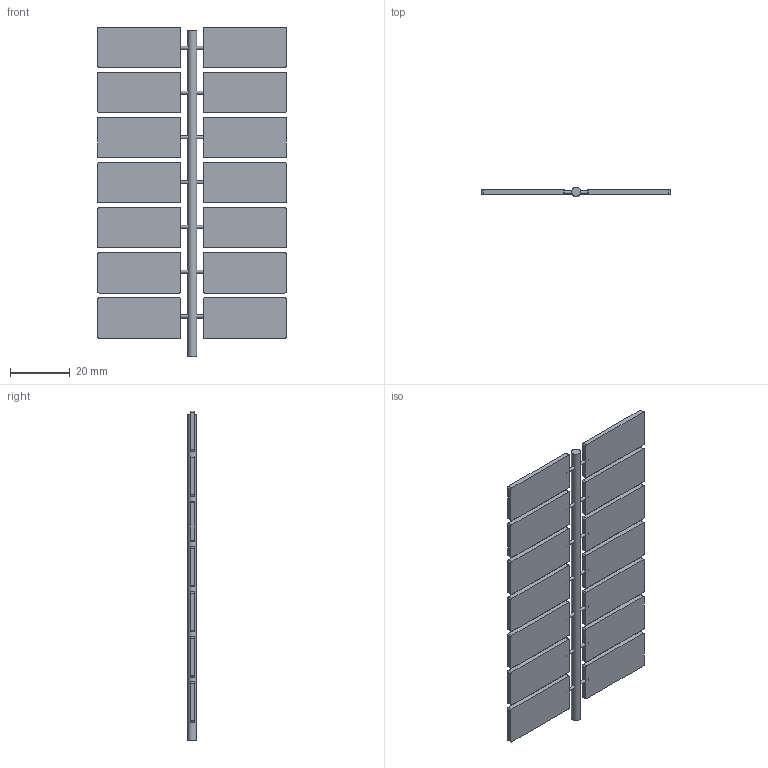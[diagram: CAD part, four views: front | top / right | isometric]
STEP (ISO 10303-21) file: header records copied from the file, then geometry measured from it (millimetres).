
FILE_DESCRIPTION(/* description */ (''),/* implementation_level */ '2;1');
FILE_NAME(/* name */ 'Translucent inserts tree.step',/* time_stamp */ '2020-02-23T10:53:51-06:00',/* author */ (''),/* organization */ (''),/* preprocessor_version */ 'ST-DEVELOPER v18',/* originating_system */ 'Autodesk Translation Framework v8.12.0.6',/* authorisation */ '');
FILE_SCHEMA (('AUTOMOTIVE_DESIGN { 1 0 10303 214 3 1 1 }'));
Length unit declared in the file: inch
Products named in the file (1): Translucent inserts tree
Bounding box: 63.25 x 3.05 x 110.42 mm (x, y, z)
Volume: 8874.9 mm3; surface area: 13572.3 mm2
Topology: 22 solids, 22 shells, 164 faces, 376 edges, 256 vertices
Faces by surface type: plane 100, cylinder 64
Full cylindrical faces by diameter (mm): 1.016 x7, 3.048 x1
Entity records: 4706 total; most frequent: DIRECTION 850, CARTESIAN_POINT 797, ORIENTED_EDGE 752, EDGE_CURVE 376, AXIS2_PLACEMENT_3D 309, VERTEX_POINT 256, LINE 232, VECTOR 232
